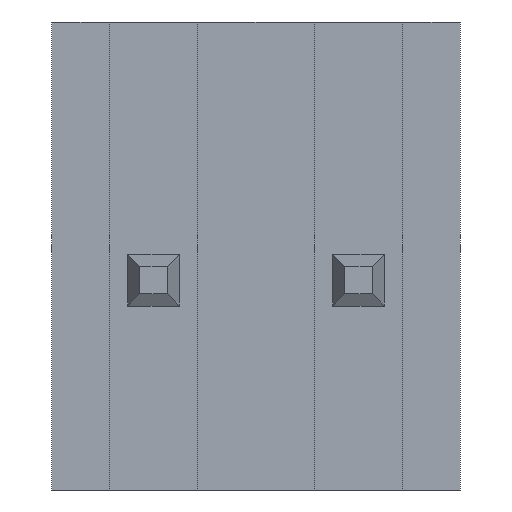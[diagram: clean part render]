
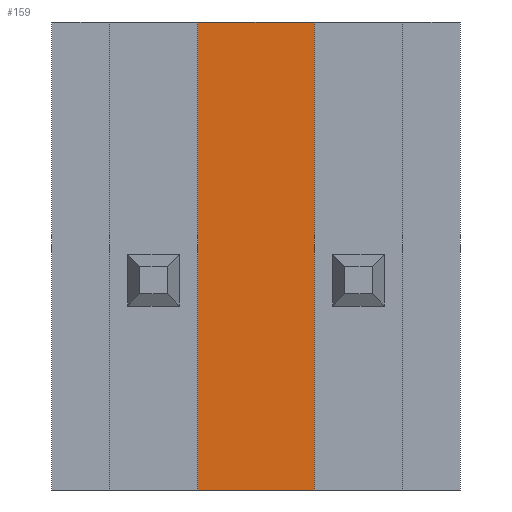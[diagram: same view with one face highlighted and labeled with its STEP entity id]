
A CAD part, front view. The second image highlights one B-rep face of the part: STEP entity #159.
In plain terms, the highlighted planar face has unit normal (0, -1, 0).
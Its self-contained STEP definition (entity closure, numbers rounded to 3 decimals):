
#4 = EDGE_CURVE ( 'NONE', #1409, #1390, #1692, .T. ) ;
#20 = EDGE_CURVE ( 'NONE', #1409, #425, #246, .T. ) ;
#87 = ORIENTED_EDGE ( 'NONE', *, *, #1198, .T. ) ;
#97 = CARTESIAN_POINT ( 'NONE',  ( -0.18, 0., -2.6 ) ) ;
#143 = VECTOR ( 'NONE', #369, 1000. ) ;
#148 = AXIS2_PLACEMENT_3D ( 'NONE', #1700, #1871, #371 ) ;
#159 = ADVANCED_FACE ( 'NONE', ( #1631 ), #1153, .F. ) ;
#174 = DIRECTION ( 'NONE',  ( 0., 0., -1. ) ) ;
#246 = LINE ( 'NONE', #2034, #794 ) ;
#369 = DIRECTION ( 'NONE',  ( 1., 0., 0. ) ) ;
#371 = DIRECTION ( 'NONE',  ( 0., 0., 1. ) ) ;
#418 = EDGE_CURVE ( 'NONE', #500, #425, #2008, .T. ) ;
#425 = VERTEX_POINT ( 'NONE', #1336 ) ;
#500 = VERTEX_POINT ( 'NONE', #2049 ) ;
#575 = DIRECTION ( 'NONE',  ( 0., 0., 1. ) ) ;
#750 = EDGE_LOOP ( 'NONE', ( #87, #1785, #1195, #1105 ) ) ;
#794 = VECTOR ( 'NONE', #575, 1000. ) ;
#802 = CARTESIAN_POINT ( 'NONE',  ( -3.43, 0., -2.6 ) ) ;
#888 = DIRECTION ( 'NONE',  ( -1., 0., 0. ) ) ;
#1105 = ORIENTED_EDGE ( 'NONE', *, *, #418, .F. ) ;
#1153 = PLANE ( 'NONE',  #148 ) ;
#1180 = CARTESIAN_POINT ( 'NONE',  ( -0.18, 0., 3.2 ) ) ;
#1184 = LINE ( 'NONE', #1839, #1323 ) ;
#1195 = ORIENTED_EDGE ( 'NONE', *, *, #20, .T. ) ;
#1198 = EDGE_CURVE ( 'NONE', #500, #1390, #1184, .T. ) ;
#1323 = VECTOR ( 'NONE', #174, 1000. ) ;
#1336 = CARTESIAN_POINT ( 'NONE',  ( -1.99, 0., 3.2 ) ) ;
#1390 = VERTEX_POINT ( 'NONE', #802 ) ;
#1409 = VERTEX_POINT ( 'NONE', #1617 ) ;
#1617 = CARTESIAN_POINT ( 'NONE',  ( -1.99, 0., -2.6 ) ) ;
#1631 = FACE_OUTER_BOUND ( 'NONE', #750, .T. ) ;
#1692 = LINE ( 'NONE', #97, #1788 ) ;
#1700 = CARTESIAN_POINT ( 'NONE',  ( -0.18, 0., 3.2 ) ) ;
#1785 = ORIENTED_EDGE ( 'NONE', *, *, #4, .F. ) ;
#1788 = VECTOR ( 'NONE', #888, 1000. ) ;
#1839 = CARTESIAN_POINT ( 'NONE',  ( -3.43, 0., 3.2 ) ) ;
#1871 = DIRECTION ( 'NONE',  ( 0., 1., 0. ) ) ;
#2008 = LINE ( 'NONE', #1180, #143 ) ;
#2034 = CARTESIAN_POINT ( 'NONE',  ( -1.99, 0., 3.2 ) ) ;
#2049 = CARTESIAN_POINT ( 'NONE',  ( -3.43, 0., 3.2 ) ) ;
